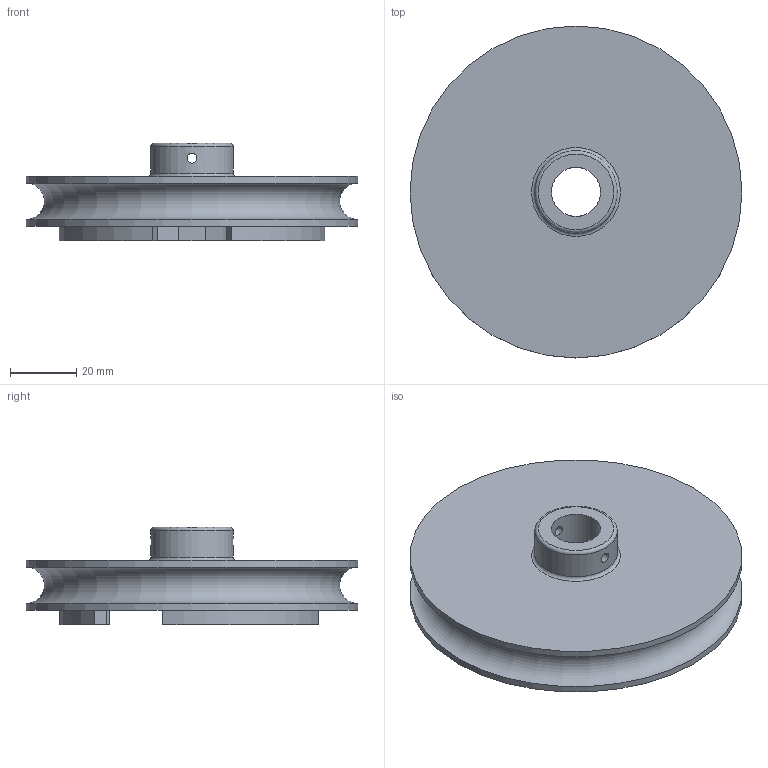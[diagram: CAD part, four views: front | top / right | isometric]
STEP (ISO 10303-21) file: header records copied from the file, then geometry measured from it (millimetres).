
FILE_DESCRIPTION(/* description */ (''),/* implementation_level */ '2;1');
FILE_NAME(/* name */ 'Pulleys v6.step',/* time_stamp */ '2019-01-08T22:21:58+00:00',/* author */ (''),/* organization */ (''),/* preprocessor_version */ 'ST-DEVELOPER v17.2',/* originating_system */ 'Autodesk Translation Framework v7.6.0.251',/* authorisation */ '');
FILE_SCHEMA (('AUTOMOTIVE_DESIGN { 1 0 10303 214 3 1 1 }'));
Length unit declared in the file: millimetre
Products named in the file (1): Pulley 1
Bounding box: 100 x 100 x 29.4 mm (x, y, z)
Volume: 108812.9 mm3; surface area: 25486.6 mm2
Topology: 1 solids, 1 shells, 39 faces, 103 edges, 70 vertices
Faces by surface type: plane 21, cylinder 15, torus 3
Full cylindrical faces by diameter (mm): 3 x2, 14.8 x1, 24.8 x1, 100 x2
Entity records: 1400 total; most frequent: CARTESIAN_POINT 347, DIRECTION 214, ORIENTED_EDGE 206, EDGE_CURVE 103, AXIS2_PLACEMENT_3D 77, VERTEX_POINT 70, LINE 60, VECTOR 60
